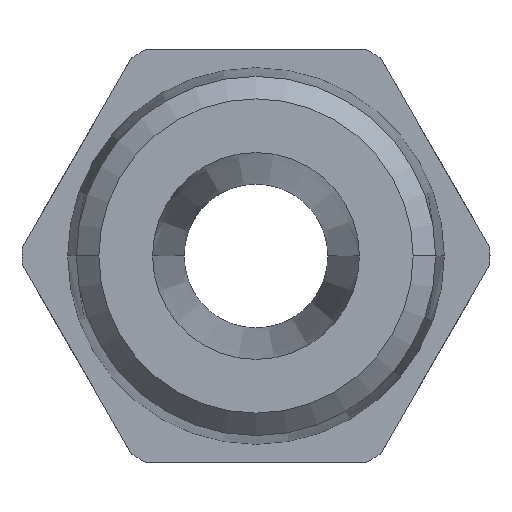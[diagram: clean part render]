
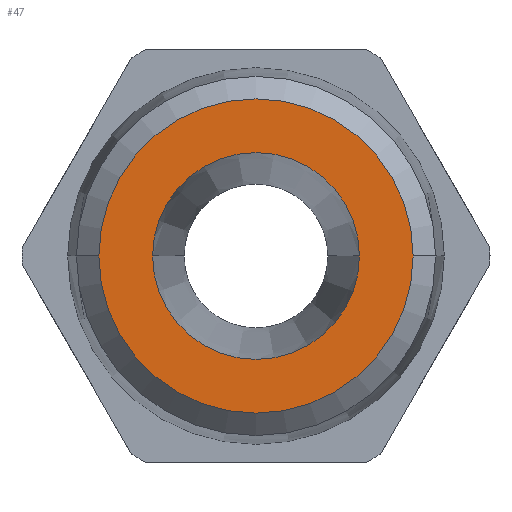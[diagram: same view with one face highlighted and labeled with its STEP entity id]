
A CAD part, front view. The second image highlights one B-rep face of the part: STEP entity #47.
In plain terms, the highlighted planar face has unit normal (0, -1, 0).
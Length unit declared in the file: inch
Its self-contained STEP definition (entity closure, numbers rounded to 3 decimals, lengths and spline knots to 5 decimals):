
#47 = ADVANCED_FACE ( 'NONE', ( #547, #510 ), #646, .T. ) ;
#91 = DIRECTION ( 'NONE',  ( 0., 1., 0. ) ) ;
#95 = EDGE_LOOP ( 'NONE', ( #549, #418 ) ) ;
#97 = CIRCLE ( 'NONE', #381, 0.2842 ) ;
#106 = DIRECTION ( 'NONE',  ( 0., -1., 0. ) ) ;
#196 = VERTEX_POINT ( 'NONE', #1124 ) ;
#222 = CARTESIAN_POINT ( 'NONE',  ( 0., 0., 0. ) ) ;
#265 = DIRECTION ( 'NONE',  ( 0., 1., 0. ) ) ;
#335 = DIRECTION ( 'NONE',  ( 1., 0., 0. ) ) ;
#363 = VERTEX_POINT ( 'NONE', #1265 ) ;
#379 = CARTESIAN_POINT ( 'NONE',  ( 0., 0., 0. ) ) ;
#381 = AXIS2_PLACEMENT_3D ( 'NONE', #737, #91, #845 ) ;
#395 = EDGE_LOOP ( 'NONE', ( #454, #969 ) ) ;
#418 = ORIENTED_EDGE ( 'NONE', *, *, #1094, .T. ) ;
#440 = EDGE_CURVE ( 'NONE', #765, #196, #97, .T. ) ;
#454 = ORIENTED_EDGE ( 'NONE', *, *, #657, .F. ) ;
#486 = DIRECTION ( 'NONE',  ( 1., 0., 0. ) ) ;
#501 = CIRCLE ( 'NONE', #896, 0.18701 ) ;
#510 = FACE_OUTER_BOUND ( 'NONE', #395, .T. ) ;
#518 = EDGE_CURVE ( 'NONE', #596, #363, #856, .T. ) ;
#547 = FACE_BOUND ( 'NONE', #95, .T. ) ;
#549 = ORIENTED_EDGE ( 'NONE', *, *, #518, .T. ) ;
#558 = AXIS2_PLACEMENT_3D ( 'NONE', #911, #265, #1020 ) ;
#596 = VERTEX_POINT ( 'NONE', #683 ) ;
#646 = PLANE ( 'NONE',  #1004 ) ;
#657 = EDGE_CURVE ( 'NONE', #196, #765, #1304, .T. ) ;
#683 = CARTESIAN_POINT ( 'NONE',  ( 0.18701, 0., 0. ) ) ;
#737 = CARTESIAN_POINT ( 'NONE',  ( 0., 0., 0. ) ) ;
#765 = VERTEX_POINT ( 'NONE', #1263 ) ;
#845 = DIRECTION ( 'NONE',  ( -1., 0., 0. ) ) ;
#856 = CIRCLE ( 'NONE', #1215, 0.18701 ) ;
#862 = DIRECTION ( 'NONE',  ( 0., 0., -1. ) ) ;
#896 = AXIS2_PLACEMENT_3D ( 'NONE', #379, #1143, #486 ) ;
#911 = CARTESIAN_POINT ( 'NONE',  ( 0., 0., 0. ) ) ;
#969 = ORIENTED_EDGE ( 'NONE', *, *, #440, .F. ) ;
#982 = DIRECTION ( 'NONE',  ( 0., 1., 0. ) ) ;
#1004 = AXIS2_PLACEMENT_3D ( 'NONE', #1077, #106, #862 ) ;
#1020 = DIRECTION ( 'NONE',  ( -1., 0., 0. ) ) ;
#1077 = CARTESIAN_POINT ( 'NONE',  ( -0.23561, 0., 0. ) ) ;
#1094 = EDGE_CURVE ( 'NONE', #363, #596, #501, .T. ) ;
#1124 = CARTESIAN_POINT ( 'NONE',  ( -0.2842, 0., 0. ) ) ;
#1143 = DIRECTION ( 'NONE',  ( 0., 1., 0. ) ) ;
#1215 = AXIS2_PLACEMENT_3D ( 'NONE', #222, #982, #335 ) ;
#1263 = CARTESIAN_POINT ( 'NONE',  ( 0.2842, 0., 0. ) ) ;
#1265 = CARTESIAN_POINT ( 'NONE',  ( -0.18701, 0., 0. ) ) ;
#1304 = CIRCLE ( 'NONE', #558, 0.2842 ) ;
